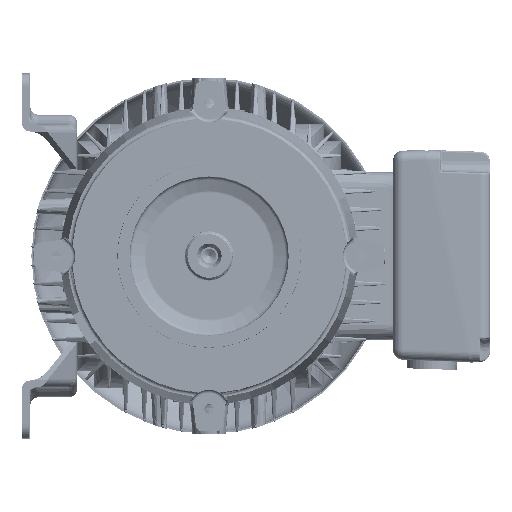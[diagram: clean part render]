
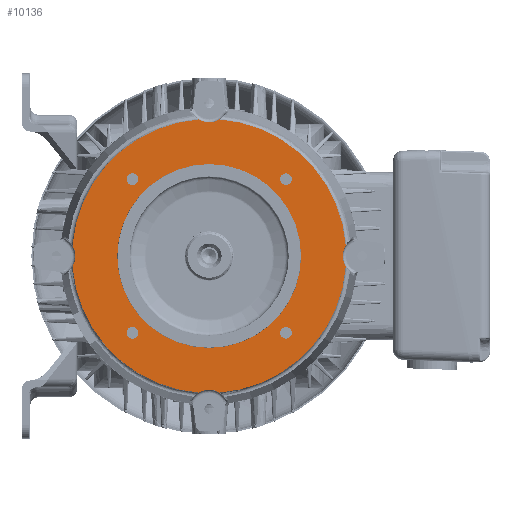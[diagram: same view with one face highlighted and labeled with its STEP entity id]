
A CAD part, left-side view. The second image highlights one B-rep face of the part: STEP entity #10136.
In plain terms, the highlighted planar face has unit normal (-1, 0, 0).
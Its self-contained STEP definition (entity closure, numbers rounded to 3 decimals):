
#10136 = ADVANCED_FACE( '', ( #24259, #24260, #24261, #24262, #24263, #24264 ), #24265, .T. );
#24259 = FACE_BOUND( '', #82424, .T. );
#24260 = FACE_BOUND( '', #82425, .T. );
#24261 = FACE_BOUND( '', #82426, .T. );
#24262 = FACE_BOUND( '', #82427, .T. );
#24263 = FACE_OUTER_BOUND( '', #82428, .T. );
#24264 = FACE_BOUND( '', #82429, .T. );
#24265 = PLANE( '', #82430 );
#82424 = EDGE_LOOP( '', ( #188326 ) );
#82425 = EDGE_LOOP( '', ( #188327 ) );
#82426 = EDGE_LOOP( '', ( #188328 ) );
#82427 = EDGE_LOOP( '', ( #188329 ) );
#82428 = EDGE_LOOP( '', ( #188330, #188331, #188332, #188333, #188334, #188335, #188336, #188337 ) );
#82429 = EDGE_LOOP( '', ( #188338 ) );
#82430 = AXIS2_PLACEMENT_3D( '', #188339, #188340, #188341 );
#188326 = ORIENTED_EDGE( '', *, *, #229538, .F. );
#188327 = ORIENTED_EDGE( '', *, *, #229539, .F. );
#188328 = ORIENTED_EDGE( '', *, *, #224833, .F. );
#188329 = ORIENTED_EDGE( '', *, *, #228947, .F. );
#188330 = ORIENTED_EDGE( '', *, *, #225313, .T. );
#188331 = ORIENTED_EDGE( '', *, *, #226863, .F. );
#188332 = ORIENTED_EDGE( '', *, *, #229329, .T. );
#188333 = ORIENTED_EDGE( '', *, *, #220543, .F. );
#188334 = ORIENTED_EDGE( '', *, *, #229540, .T. );
#188335 = ORIENTED_EDGE( '', *, *, #228312, .F. );
#188336 = ORIENTED_EDGE( '', *, *, #220820, .T. );
#188337 = ORIENTED_EDGE( '', *, *, #229541, .F. );
#188338 = ORIENTED_EDGE( '', *, *, #225065, .F. );
#188339 = CARTESIAN_POINT( '', ( -140., -55., 0. ) );
#188340 = DIRECTION( '', ( -1., 0., 0. ) );
#188341 = DIRECTION( '', ( 0., 1., 0. ) );
#220543 = EDGE_CURVE( '', #242621, #242623, #242624, .T. );
#220820 = EDGE_CURVE( '', #243115, #243113, #243116, .T. );
#224833 = EDGE_CURVE( '', #249986, #249986, #249987, .T. );
#225065 = EDGE_CURVE( '', #250354, #250354, #250355, .T. );
#225313 = EDGE_CURVE( '', #250746, #250744, #250747, .T. );
#226863 = EDGE_CURVE( '', #253170, #250744, #253172, .T. );
#228312 = EDGE_CURVE( '', #243115, #255323, #255324, .T. );
#228947 = EDGE_CURVE( '', #256246, #256246, #256247, .T. );
#229329 = EDGE_CURVE( '', #253170, #242623, #256814, .T. );
#229538 = EDGE_CURVE( '', #257100, #257100, #257101, .T. );
#229539 = EDGE_CURVE( '', #257102, #257102, #257103, .T. );
#229540 = EDGE_CURVE( '', #242621, #255323, #257104, .T. );
#229541 = EDGE_CURVE( '', #250746, #243113, #257105, .T. );
#242621 = VERTEX_POINT( '', #284351 );
#242623 = VERTEX_POINT( '', #284354 );
#242624 = CIRCLE( '', #284355, 11.5 );
#243113 = VERTEX_POINT( '', #287193 );
#243115 = VERTEX_POINT( '', #287196 );
#243116 = CIRCLE( '', #287197, 82. );
#249986 = VERTEX_POINT( '', #310357 );
#249987 = CIRCLE( '', #310358, 3.493 );
#250354 = VERTEX_POINT( '', #311968 );
#250355 = CIRCLE( '', #311969, 55. );
#250744 = VERTEX_POINT( '', #313220 );
#250746 = VERTEX_POINT( '', #313223 );
#250747 = CIRCLE( '', #313224, 82. );
#253170 = VERTEX_POINT( '', #323158 );
#253172 = CIRCLE( '', #323161, 11.5 );
#255323 = VERTEX_POINT( '', #333652 );
#255324 = CIRCLE( '', #333653, 11.5 );
#256246 = VERTEX_POINT( '', #337709 );
#256247 = CIRCLE( '', #337710, 3.493 );
#256814 = CIRCLE( '', #340475, 82. );
#257100 = VERTEX_POINT( '', #341670 );
#257101 = CIRCLE( '', #341671, 3.493 );
#257102 = VERTEX_POINT( '', #341672 );
#257103 = CIRCLE( '', #341673, 3.493 );
#257104 = CIRCLE( '', #341674, 82. );
#257105 = CIRCLE( '', #341675, 11.5 );
#284351 = CARTESIAN_POINT( '', ( -140., 81.77, -6.131 ) );
#284354 = CARTESIAN_POINT( '', ( -140., 81.77, 6.131 ) );
#284355 = AXIS2_PLACEMENT_3D( '', #393098, #393099, #393100 );
#287193 = CARTESIAN_POINT( '', ( -140., -81.77, -6.131 ) );
#287196 = CARTESIAN_POINT( '', ( -140., -6.131, -81.77 ) );
#287197 = AXIS2_PLACEMENT_3D( '', #393435, #393436, #393437 );
#310357 = CARTESIAN_POINT( '', ( -140., 49.454, -45.962 ) );
#310358 = AXIS2_PLACEMENT_3D( '', #398836, #398837, #398838 );
#311968 = CARTESIAN_POINT( '', ( -140., 55., 0. ) );
#311969 = AXIS2_PLACEMENT_3D( '', #399136, #399137, #399138 );
#313220 = CARTESIAN_POINT( '', ( -140., -6.131, 81.77 ) );
#313223 = CARTESIAN_POINT( '', ( -140., -81.77, 6.131 ) );
#313224 = AXIS2_PLACEMENT_3D( '', #399420, #399421, #399422 );
#323158 = CARTESIAN_POINT( '', ( -140., 6.131, 81.77 ) );
#323161 = AXIS2_PLACEMENT_3D( '', #401115, #401116, #401117 );
#333652 = CARTESIAN_POINT( '', ( -140., 6.131, -81.77 ) );
#333653 = AXIS2_PLACEMENT_3D( '', #402647, #402648, #402649 );
#337709 = CARTESIAN_POINT( '', ( -140., -42.469, -45.962 ) );
#337710 = AXIS2_PLACEMENT_3D( '', #403356, #403357, #403358 );
#340475 = AXIS2_PLACEMENT_3D( '', #403803, #403804, #403805 );
#341670 = CARTESIAN_POINT( '', ( -140., -42.469, 45.962 ) );
#341671 = AXIS2_PLACEMENT_3D( '', #404015, #404016, #404017 );
#341672 = CARTESIAN_POINT( '', ( -140., 49.454, 45.962 ) );
#341673 = AXIS2_PLACEMENT_3D( '', #404018, #404019, #404020 );
#341674 = AXIS2_PLACEMENT_3D( '', #404021, #404022, #404023 );
#341675 = AXIS2_PLACEMENT_3D( '', #404024, #404025, #404026 );
#393098 = CARTESIAN_POINT( '', ( -140., 91.5, 0. ) );
#393099 = DIRECTION( '', ( -1., 0., 0. ) );
#393100 = DIRECTION( '', ( 0., 1., 0. ) );
#393435 = CARTESIAN_POINT( '', ( -140., 0., 0. ) );
#393436 = DIRECTION( '', ( -1., 0., 0. ) );
#393437 = DIRECTION( '', ( 0., 1., 0. ) );
#398836 = CARTESIAN_POINT( '', ( -140., 45.962, -45.962 ) );
#398837 = DIRECTION( '', ( -1., 0., 0. ) );
#398838 = DIRECTION( '', ( 0., 1., 0. ) );
#399136 = CARTESIAN_POINT( '', ( -140., 0., 0. ) );
#399137 = DIRECTION( '', ( -1., 0., 0. ) );
#399138 = DIRECTION( '', ( 0., 1., 0. ) );
#399420 = CARTESIAN_POINT( '', ( -140., 0., 0. ) );
#399421 = DIRECTION( '', ( -1., 0., 0. ) );
#399422 = DIRECTION( '', ( 0., 1., 0. ) );
#401115 = CARTESIAN_POINT( '', ( -140., 0., 91.5 ) );
#401116 = DIRECTION( '', ( -1., 0., 0. ) );
#401117 = DIRECTION( '', ( 0., 1., 0. ) );
#402647 = CARTESIAN_POINT( '', ( -140., 0., -91.5 ) );
#402648 = DIRECTION( '', ( -1., 0., 0. ) );
#402649 = DIRECTION( '', ( 0., 1., 0. ) );
#403356 = CARTESIAN_POINT( '', ( -140., -45.962, -45.962 ) );
#403357 = DIRECTION( '', ( -1., 0., 0. ) );
#403358 = DIRECTION( '', ( 0., 1., 0. ) );
#403803 = CARTESIAN_POINT( '', ( -140., 0., 0. ) );
#403804 = DIRECTION( '', ( -1., 0., 0. ) );
#403805 = DIRECTION( '', ( 0., 1., 0. ) );
#404015 = CARTESIAN_POINT( '', ( -140., -45.962, 45.962 ) );
#404016 = DIRECTION( '', ( -1., 0., 0. ) );
#404017 = DIRECTION( '', ( 0., 1., 0. ) );
#404018 = CARTESIAN_POINT( '', ( -140., 45.962, 45.962 ) );
#404019 = DIRECTION( '', ( -1., 0., 0. ) );
#404020 = DIRECTION( '', ( 0., 1., 0. ) );
#404021 = CARTESIAN_POINT( '', ( -140., 0., 0. ) );
#404022 = DIRECTION( '', ( -1., 0., 0. ) );
#404023 = DIRECTION( '', ( 0., 1., 0. ) );
#404024 = CARTESIAN_POINT( '', ( -140., -91.5, 0. ) );
#404025 = DIRECTION( '', ( -1., 0., 0. ) );
#404026 = DIRECTION( '', ( 0., 1., 0. ) );
